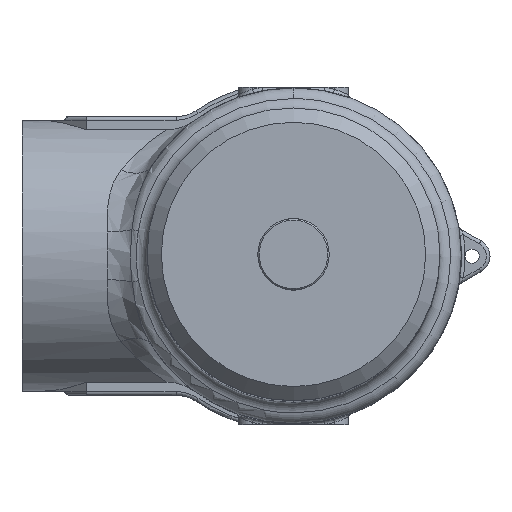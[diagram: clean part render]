
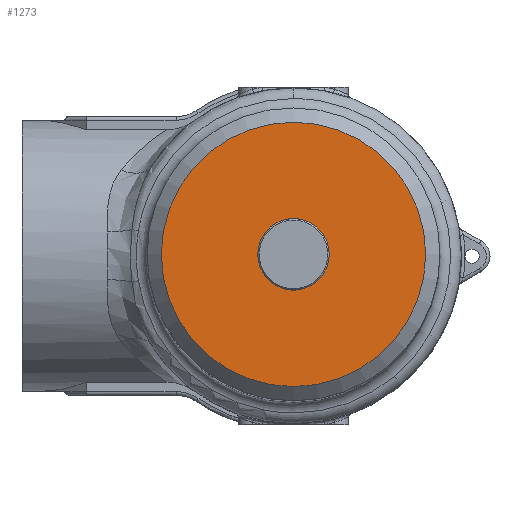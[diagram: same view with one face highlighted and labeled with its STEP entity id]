
A CAD part, top view. The second image highlights one B-rep face of the part: STEP entity #1273.
In plain terms, the highlighted planar face has unit normal (0, 0, 1).
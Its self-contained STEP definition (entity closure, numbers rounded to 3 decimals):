
#431=CARTESIAN_POINT('',(18.5,-0.,129.5));
#432=VERTEX_POINT('',#431);
#439=CARTESIAN_POINT('',(-18.5,-0.,129.5));
#440=VERTEX_POINT('',#439);
#441=CARTESIAN_POINT('',(0.,-0.,129.5));
#442=DIRECTION('',(0.,0.,-1.));
#443=DIRECTION('',(1.,0.,0.));
#444=AXIS2_PLACEMENT_3D('',#441,#442,#443);
#445=CIRCLE('',#444,18.5);
#446=EDGE_CURVE('NONE',#432,#440,#445,.T.);
#448=CARTESIAN_POINT('',(0.,-0.,129.5));
#449=DIRECTION('',(0.,0.,-1.));
#450=DIRECTION('',(1.,0.,0.));
#451=AXIS2_PLACEMENT_3D('',#448,#449,#450);
#452=CIRCLE('',#451,18.5);
#453=EDGE_CURVE('NONE',#440,#432,#452,.T.);
#466=CARTESIAN_POINT('',(5.,-0.,129.5));
#467=VERTEX_POINT('',#466);
#493=CARTESIAN_POINT('',(-5.,-0.,129.5));
#494=VERTEX_POINT('',#493);
#495=CARTESIAN_POINT('',(0.,-0.,129.5));
#496=DIRECTION('',(0.,0.,-1.));
#497=DIRECTION('',(1.,0.,0.));
#498=AXIS2_PLACEMENT_3D('',#495,#496,#497);
#499=CIRCLE('',#498,5.);
#500=EDGE_CURVE('NONE',#494,#467,#499,.T.);
#502=CARTESIAN_POINT('',(0.,-0.,129.5));
#503=DIRECTION('',(0.,0.,-1.));
#504=DIRECTION('',(1.,0.,0.));
#505=AXIS2_PLACEMENT_3D('',#502,#503,#504);
#506=CIRCLE('',#505,5.);
#507=EDGE_CURVE('NONE',#467,#494,#506,.T.);
#1260=CARTESIAN_POINT('',(0.,18.5,129.5));
#1261=DIRECTION('',(0.,0.,-1.));
#1262=DIRECTION('',(1.,0.,0.));
#1263=AXIS2_PLACEMENT_3D('',#1260,#1261,#1262);
#1264=PLANE('',#1263);
#1265=ORIENTED_EDGE('',*,*,#446,.F.);
#1266=ORIENTED_EDGE('',*,*,#453,.F.);
#1267=EDGE_LOOP('',(#1265,#1266));
#1268=FACE_BOUND('',#1267,.T.);
#1269=ORIENTED_EDGE('',*,*,#507,.T.);
#1270=ORIENTED_EDGE('',*,*,#500,.T.);
#1271=EDGE_LOOP('',(#1269,#1270));
#1272=FACE_BOUND('',#1271,.T.);
#1273=ADVANCED_FACE('NONE',(#1268,#1272),#1264,.F.);
